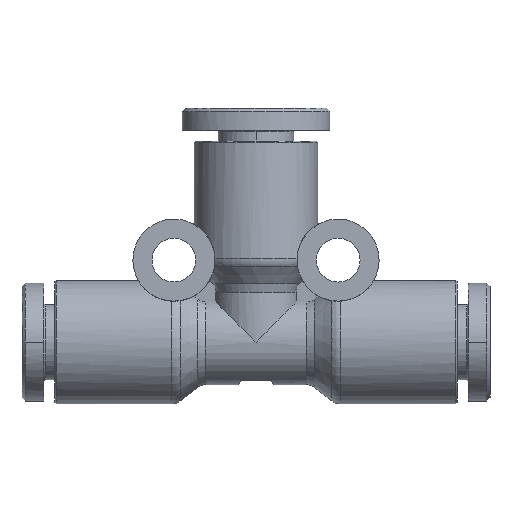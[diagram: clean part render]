
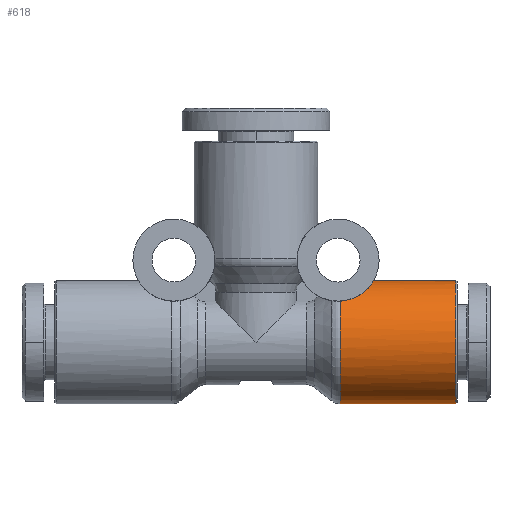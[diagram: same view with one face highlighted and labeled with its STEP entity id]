
A CAD part, front view. The second image highlights one B-rep face of the part: STEP entity #618.
In plain terms, the highlighted cylindrical face has radius 4.5 mm (diameter 9 mm), a partial arc.
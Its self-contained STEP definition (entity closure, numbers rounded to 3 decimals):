
#550=CARTESIAN_POINT('',(-4.55,0.,0.0));
#551=DIRECTION('',(1.0,0.0,0.0));
#552=DIRECTION('',(0.0,0.0,1.0));
#553=AXIS2_PLACEMENT_3D('',#550,#551,#552);
#554=CYLINDRICAL_SURFACE('',#553,4.5);
#555=CARTESIAN_POINT('',(-9.5,0.,4.5));
#556=VERTEX_POINT('',#555);
#557=CARTESIAN_POINT('',(-1.043,0.,4.5));
#558=VERTEX_POINT('',#557);
#559=CARTESIAN_POINT('',(-9.5,0.,4.5));
#560=DIRECTION('',(1.0,0.0,0.0));
#561=VECTOR('',#560,8.457);
#562=LINE('',#559,#561);
#563=EDGE_CURVE('',#556,#558,#562,.T.);
#564=ORIENTED_EDGE('',*,*,#563,.F.);
#565=CARTESIAN_POINT('',(-9.5,0.,-4.5));
#566=VERTEX_POINT('',#565);
#567=CARTESIAN_POINT('',(-9.5,0.,0.));
#568=DIRECTION('',(-1.0,0.0,0.0));
#569=DIRECTION('',(0.0,0.0,1.0));
#570=AXIS2_PLACEMENT_3D('',#567,#568,#569);
#571=CIRCLE('',#570,4.5);
#572=EDGE_CURVE('',#566,#556,#571,.T.);
#573=ORIENTED_EDGE('',*,*,#572,.F.);
#574=CARTESIAN_POINT('',(-3.498,0.,-4.5));
#575=VERTEX_POINT('',#574);
#576=CARTESIAN_POINT('',(-3.498,0.,-4.5));
#577=DIRECTION('',(-1.0,0.0,0.0));
#578=VECTOR('',#577,6.002);
#579=LINE('',#576,#578);
#580=EDGE_CURVE('',#575,#566,#579,.T.);
#581=ORIENTED_EDGE('',*,*,#580,.F.);
#582=CARTESIAN_POINT('',(-1.043,-3.351,-3.003));
#583=VERTEX_POINT('',#582);
#584=CARTESIAN_POINT('',(-3.498,0.,-4.5));
#585=CARTESIAN_POINT('',(-3.498,-0.207,-4.5));
#586=CARTESIAN_POINT('',(-3.49,-0.422,-4.485));
#587=CARTESIAN_POINT('',(-3.453,-0.852,-4.424));
#588=CARTESIAN_POINT('',(-3.424,-1.067,-4.377));
#589=CARTESIAN_POINT('',(-3.341,-1.482,-4.254));
#590=CARTESIAN_POINT('',(-3.286,-1.682,-4.179));
#591=CARTESIAN_POINT('',(-3.147,-2.055,-4.009));
#592=CARTESIAN_POINT('',(-3.061,-2.227,-3.915));
#593=CARTESIAN_POINT('',(-2.882,-2.498,-3.746));
#594=CARTESIAN_POINT('',(-2.786,-2.617,-3.663));
#595=CARTESIAN_POINT('',(-2.566,-2.83,-3.501));
#596=CARTESIAN_POINT('',(-2.442,-2.923,-3.423));
#597=CARTESIAN_POINT('',(-2.223,-3.055,-3.305));
#598=CARTESIAN_POINT('',(-2.118,-3.107,-3.256));
#599=CARTESIAN_POINT('',(-1.894,-3.197,-3.167));
#600=CARTESIAN_POINT('',(-1.775,-3.236,-3.128));
#601=CARTESIAN_POINT('',(-1.529,-3.296,-3.064));
#602=CARTESIAN_POINT('',(-1.402,-3.318,-3.04));
#603=CARTESIAN_POINT('',(-1.198,-3.342,-3.014));
#604=CARTESIAN_POINT('',(-1.12,-3.348,-3.007));
#605=CARTESIAN_POINT('',(-1.043,-3.351,-3.003));
#606=B_SPLINE_CURVE_WITH_KNOTS('',3,(#584,#585,#586,#587,#588,#589,#590,#591,#592,#593,#594,#595,#596,#597,#598,#599,#600,#601,#602,#603,#604,#605),.UNSPECIFIED.,.F.,.U.,(4,2,2,2,2,2,2,2,2,2,4),(0.0,0.621,1.242,1.864,2.485,2.961,3.438,3.804,4.17,4.535,4.76),.UNSPECIFIED.);
#607=EDGE_CURVE('',#575,#583,#606,.T.);
#608=ORIENTED_EDGE('',*,*,#607,.T.);
#609=CARTESIAN_POINT('',(-1.043,0.,0.0));
#610=DIRECTION('',(1.0,0.0,0.0));
#611=DIRECTION('',(0.0,0.0,-1.0));
#612=AXIS2_PLACEMENT_3D('',#609,#610,#611);
#613=CIRCLE('',#612,4.5);
#614=EDGE_CURVE('',#558,#583,#613,.T.);
#615=ORIENTED_EDGE('',*,*,#614,.F.);
#616=EDGE_LOOP('',(#564,#573,#581,#608,#615));
#617=FACE_OUTER_BOUND('',#616,.T.);
#618=ADVANCED_FACE('',(#617),#554,.T.);
